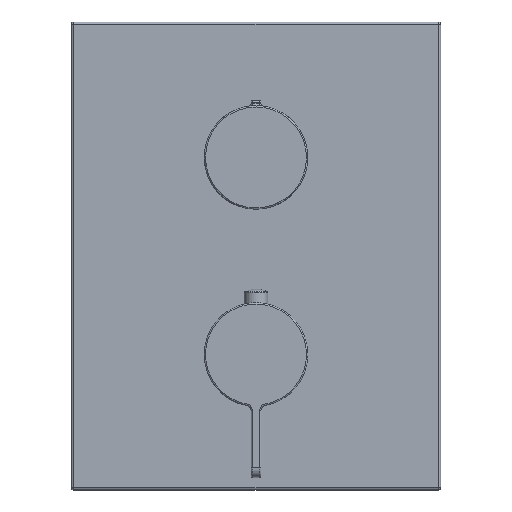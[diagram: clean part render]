
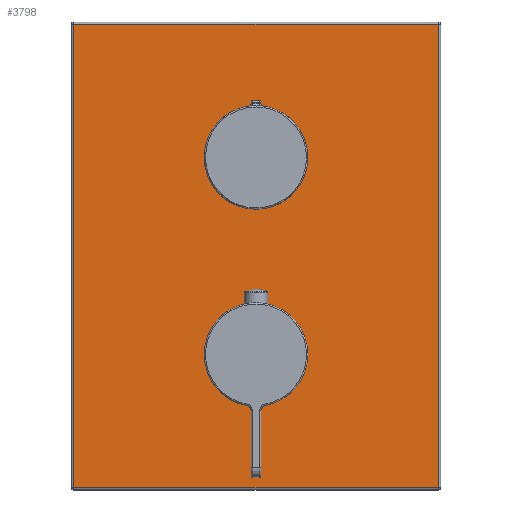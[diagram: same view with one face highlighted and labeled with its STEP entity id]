
A CAD part, front view. The second image highlights one B-rep face of the part: STEP entity #3798.
In plain terms, the highlighted planar face has unit normal (0, -1, 0).
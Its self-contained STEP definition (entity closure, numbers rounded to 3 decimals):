
#504=PLANE('',#4710);
#708=FACE_OUTER_BOUND('',#953,.T.);
#953=EDGE_LOOP('',(#3466,#3467,#3468,#3469));
#1189=LINE('',#8500,#1428);
#1196=LINE('',#8525,#1435);
#1197=LINE('',#8530,#1436);
#1198=LINE('',#8531,#1437);
#1428=VECTOR('',#5877,148.);
#1435=VECTOR('',#5902,188.);
#1436=VECTOR('',#5909,148.);
#1437=VECTOR('',#5910,188.);
#1972=VERTEX_POINT('',#8498);
#1973=VERTEX_POINT('',#8499);
#1982=VERTEX_POINT('',#8524);
#1983=VERTEX_POINT('',#8529);
#2465=EDGE_CURVE('',#1972,#1973,#1189,.T.);
#2478=EDGE_CURVE('',#1973,#1982,#1196,.T.);
#2481=EDGE_CURVE('',#1982,#1983,#1197,.T.);
#2482=EDGE_CURVE('',#1983,#1972,#1198,.T.);
#3466=ORIENTED_EDGE('',*,*,#2481,.T.);
#3467=ORIENTED_EDGE('',*,*,#2482,.T.);
#3468=ORIENTED_EDGE('',*,*,#2465,.T.);
#3469=ORIENTED_EDGE('',*,*,#2478,.T.);
#3798=ADVANCED_FACE('',(#708),#504,.T.);
#4710=AXIS2_PLACEMENT_3D('',#8528,#5907,#5908);
#5877=DIRECTION('',(0.,0.,1.));
#5902=DIRECTION('',(-1.,0.,0.));
#5907=DIRECTION('center_axis',(0.,-1.,0.));
#5908=DIRECTION('ref_axis',(0.,0.,1.));
#5909=DIRECTION('',(0.,0.,-1.));
#5910=DIRECTION('',(1.,0.,0.));
#8498=CARTESIAN_POINT('',(-69.287,31.699,-7.011));
#8499=CARTESIAN_POINT('',(-69.287,31.699,140.989));
#8500=CARTESIAN_POINT('',(-69.287,31.699,-7.011));
#8524=CARTESIAN_POINT('',(-257.287,31.699,140.989));
#8525=CARTESIAN_POINT('',(-69.287,31.699,140.989));
#8528=CARTESIAN_POINT('Origin',(-163.287,31.699,66.989));
#8529=CARTESIAN_POINT('',(-257.287,31.699,-7.011));
#8530=CARTESIAN_POINT('',(-257.287,31.699,140.989));
#8531=CARTESIAN_POINT('',(-257.287,31.699,-7.011));
